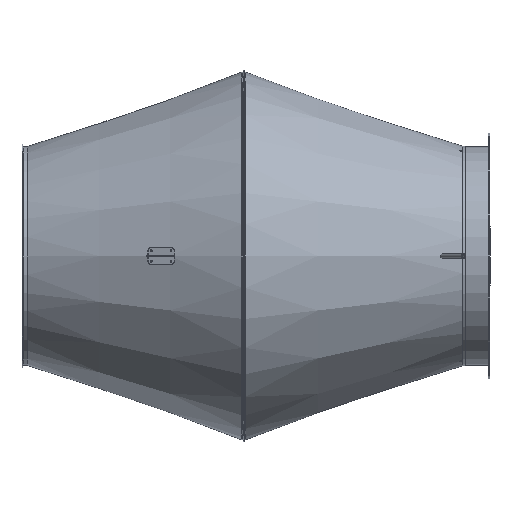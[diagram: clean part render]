
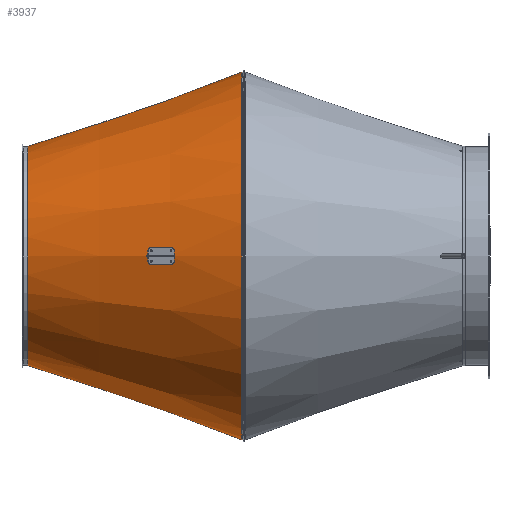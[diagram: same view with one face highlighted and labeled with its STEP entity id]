
A CAD part, left-side view. The second image highlights one B-rep face of the part: STEP entity #3937.
In plain terms, the highlighted conical face has half-angle 19.13 degrees and reference radius 316.2 mm.
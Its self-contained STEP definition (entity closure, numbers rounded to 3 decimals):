
#477=CIRCLE('',#4254,316.2);
#478=CIRCLE('',#4256,530.801);
#706=LINE('',#6757,#944);
#731=LINE('',#6832,#969);
#944=VECTOR('',#4855,654.833);
#969=VECTOR('',#4928,654.833);
#1140=CONICAL_SURFACE('',#4255,316.2,19.13);
#1233=FACE_OUTER_BOUND('',#1478,.T.);
#1478=EDGE_LOOP('',(#2921,#2922,#2923,#2924));
#1831=VERTEX_POINT('',#6749);
#1833=VERTEX_POINT('',#6755);
#1857=VERTEX_POINT('',#6824);
#1859=VERTEX_POINT('',#6830);
#2202=EDGE_CURVE('',#1831,#1833,#706,.T.);
#2239=EDGE_CURVE('',#1859,#1857,#731,.T.);
#2263=EDGE_CURVE('',#1859,#1831,#477,.T.);
#2264=EDGE_CURVE('',#1857,#1833,#478,.T.);
#2921=ORIENTED_EDGE('',*,*,#2202,.T.);
#2922=ORIENTED_EDGE('',*,*,#2264,.F.);
#2923=ORIENTED_EDGE('',*,*,#2239,.F.);
#2924=ORIENTED_EDGE('',*,*,#2263,.T.);
#3937=ADVANCED_FACE('',(#1233),#1140,.T.);
#4254=AXIS2_PLACEMENT_3D('',#6879,#4985,#4986);
#4255=AXIS2_PLACEMENT_3D('',#6880,#4987,#4988);
#4256=AXIS2_PLACEMENT_3D('',#6881,#4989,#4990);
#4855=DIRECTION('',(0.328,0.945,0.));
#4928=DIRECTION('',(0.328,0.945,0.));
#4985=DIRECTION('center_axis',(0.,1.,0.));
#4986=DIRECTION('ref_axis',(1.,0.,0.));
#4987=DIRECTION('center_axis',(0.,1.,0.));
#4988=DIRECTION('ref_axis',(1.,0.,0.));
#4989=DIRECTION('center_axis',(0.,1.,0.));
#4990=DIRECTION('ref_axis',(1.,0.,0.));
#6749=CARTESIAN_POINT('',(316.2,14.992,0.006));
#6755=CARTESIAN_POINT('',(530.801,633.662,0.009));
#6757=CARTESIAN_POINT('',(316.2,14.992,0.006));
#6824=CARTESIAN_POINT('',(530.801,633.662,0.));
#6830=CARTESIAN_POINT('',(316.2,14.992,0.));
#6832=CARTESIAN_POINT('',(316.2,14.992,0.));
#6879=CARTESIAN_POINT('Origin',(0.,14.992,0.));
#6880=CARTESIAN_POINT('Origin',(0.,14.992,0.));
#6881=CARTESIAN_POINT('Origin',(0.,633.662,0.));
